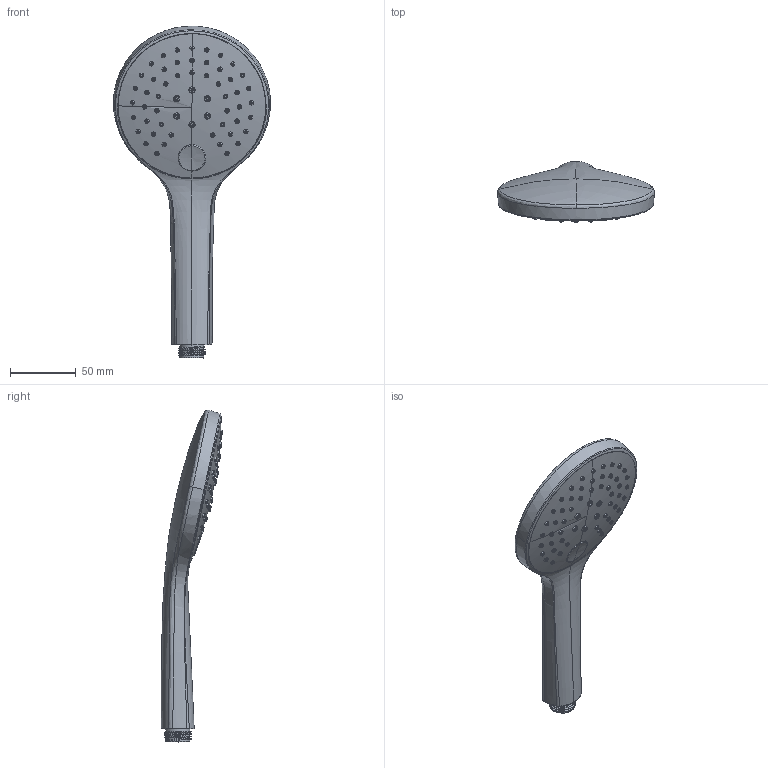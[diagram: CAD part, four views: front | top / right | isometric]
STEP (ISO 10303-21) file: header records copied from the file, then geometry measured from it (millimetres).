
FILE_DESCRIPTION(/* description */ (''),/* implementation_level */ '2;1');
FILE_NAME(/* name */ 'STEP - 210018950726_4205581',/* time_stamp */ '2024-04-03T13:56:53+11:00',/* author */ (''),/* organization */ (''),/* preprocessor_version */ 'ST-DEVELOPER v16.5',/* originating_system */ 'Rhino 7.23',/* authorisation */ '');
FILE_SCHEMA (('AUTOMOTIVE_DESIGN'));
Length unit declared in the file: millimetre
Products named in the file (1): Document
Bounding box: 119.76 x 46.81 x 253.16 mm (x, y, z)
Surface area: 40819.1 mm2 (no closed solid volume)
Topology: 0 solids, 1 shells, 528 faces, 1089 edges, 662 vertices
Faces by surface type: bspline 443, plane 60, cylinder 25
Entity records: 40800 total; most frequent: CARTESIAN_POINT 34150, ORIENTED_EDGE 2158, EDGE_CURVE 1080, VERTEX_POINT 662, EDGE_LOOP 638, B_SPLINE_CURVE_WITH_KNOTS 636, ADVANCED_FACE 528, FACE_OUTER_BOUND 528
